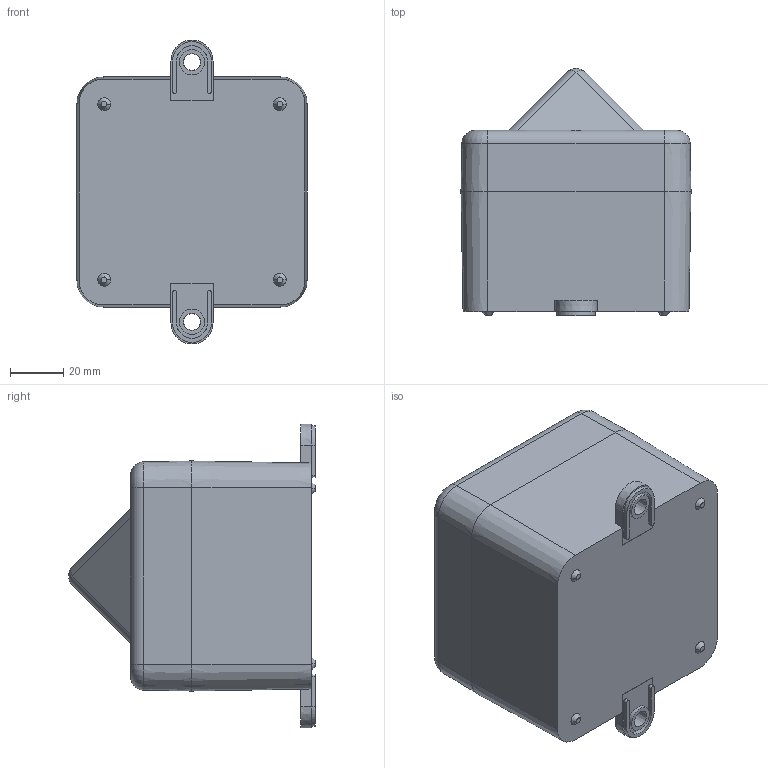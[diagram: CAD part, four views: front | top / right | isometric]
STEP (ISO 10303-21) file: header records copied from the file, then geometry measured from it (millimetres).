
FILE_DESCRIPTION (( 'STEP AP214' ), '1' );
FILE_NAME ('SK0263-Multipurpose-3D_Issue_A.STEP', '2017-05-25T11:32:17', ( '' ), ( '' ), 'SwSTEP 2.0', 'SolidWorks 2017', '' );
FILE_SCHEMA (( 'AUTOMOTIVE_DESIGN' ));
Length unit declared in the file: millimetre
Products named in the file (6): L101 Lens; Fibre washer; A100 Lug; SCSSPL6x35; Multipurpose BackBox Outline; SK0263-Multipurpose-3D_Issue_A
Assembly tree (8 placements, depth 2):
  SK0263-Multipurpose-3D_Issue_A
    Multipurpose BackBox Outline
    SCSSPL6x35  x2
    A100 Lug  x2
    Fibre washer  x2
    L101 Lens
Bounding box: 86.4 x 92.73 x 114.13 mm (x, y, z)
Volume: 300716.7 mm3; surface area: 68229.4 mm2
Topology: 8 solids, 8 shells, 376 faces, 960 edges, 608 vertices
Faces by surface type: cylinder 138, plane 136, cone 68, bspline 24, torus 8, sphere 2
Entity records: 16073 total; most frequent: CARTESIAN_POINT 9589, ORIENTED_EDGE 1338, DIRECTION 1254, EDGE_CURVE 669, AXIS2_PLACEMENT_3D 460, VERTEX_POINT 429, LINE 334, VECTOR 334
